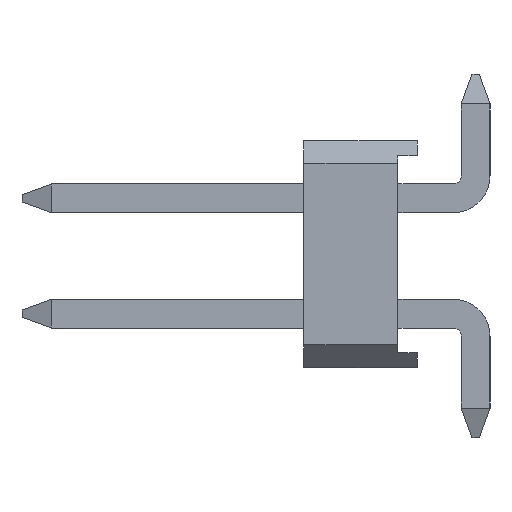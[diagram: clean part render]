
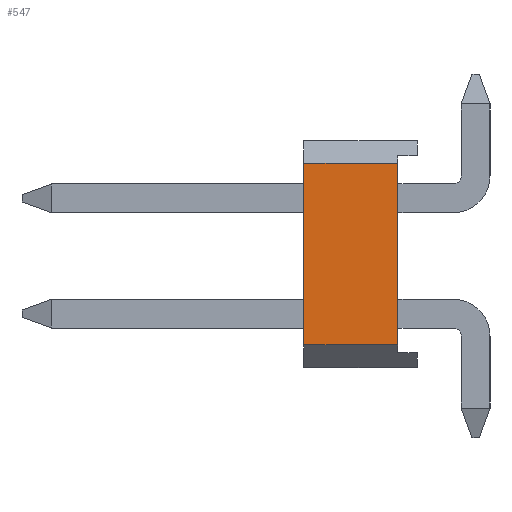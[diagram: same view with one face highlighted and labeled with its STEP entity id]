
A CAD part, left-side view. The second image highlights one B-rep face of the part: STEP entity #547.
In plain terms, the highlighted face is planar.
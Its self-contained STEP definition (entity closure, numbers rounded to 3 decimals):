
#34 = CARTESIAN_POINT ( 'NONE',  ( 3.73, 2.5, -2.54 ) ) ;
#84 = FACE_OUTER_BOUND ( 'NONE', #1713, .T. ) ;
#95 = CARTESIAN_POINT ( 'NONE',  ( 3.23, 0.43, -2.54 ) ) ;
#119 = CARTESIAN_POINT ( 'NONE',  ( 3.23, 2.5, -2.54 ) ) ;
#163 = PLANE ( 'NONE',  #658 ) ;
#185 = DIRECTION ( 'NONE',  ( 0., 0., 1. ) ) ;
#253 = VERTEX_POINT ( 'NONE', #1649 ) ;
#303 = VECTOR ( 'NONE', #709, 1000. ) ;
#308 = DIRECTION ( 'NONE',  ( 1., 0., 0. ) ) ;
#365 = VERTEX_POINT ( 'NONE', #95 ) ;
#492 = DIRECTION ( 'NONE',  ( 0., -1., 0. ) ) ;
#510 = CARTESIAN_POINT ( 'NONE',  ( -0.77, 2.5, -2.54 ) ) ;
#547 = ADVANCED_FACE ( 'NONE', ( #84 ), #163, .F. ) ;
#554 = CARTESIAN_POINT ( 'NONE',  ( -0.77, 0.43, -2.54 ) ) ;
#604 = VERTEX_POINT ( 'NONE', #703 ) ;
#615 = DIRECTION ( 'NONE',  ( 1., 0., 0. ) ) ;
#658 = AXIS2_PLACEMENT_3D ( 'NONE', #34, #185, #615 ) ;
#703 = CARTESIAN_POINT ( 'NONE',  ( 3.23, 2.5, -2.54 ) ) ;
#709 = DIRECTION ( 'NONE',  ( 0., 1., 0. ) ) ;
#784 = VECTOR ( 'NONE', #1696, 1000. ) ;
#854 = ORIENTED_EDGE ( 'NONE', *, *, #1300, .F. ) ;
#855 = ORIENTED_EDGE ( 'NONE', *, *, #1039, .F. ) ;
#916 = VERTEX_POINT ( 'NONE', #554 ) ;
#976 = CARTESIAN_POINT ( 'NONE',  ( 0., 2.5, -2.54 ) ) ;
#1039 = EDGE_CURVE ( 'NONE', #604, #253, #1617, .T. ) ;
#1085 = LINE ( 'NONE', #119, #303 ) ;
#1178 = LINE ( 'NONE', #1467, #1313 ) ;
#1296 = ORIENTED_EDGE ( 'NONE', *, *, #1610, .F. ) ;
#1300 = EDGE_CURVE ( 'NONE', #365, #604, #1085, .T. ) ;
#1313 = VECTOR ( 'NONE', #308, 1000. ) ;
#1377 = LINE ( 'NONE', #510, #1562 ) ;
#1467 = CARTESIAN_POINT ( 'NONE',  ( 3.73, 0.43, -2.54 ) ) ;
#1562 = VECTOR ( 'NONE', #492, 1000. ) ;
#1610 = EDGE_CURVE ( 'NONE', #916, #365, #1178, .T. ) ;
#1617 = LINE ( 'NONE', #976, #784 ) ;
#1649 = CARTESIAN_POINT ( 'NONE',  ( -0.77, 2.5, -2.54 ) ) ;
#1674 = ORIENTED_EDGE ( 'NONE', *, *, #1738, .F. ) ;
#1696 = DIRECTION ( 'NONE',  ( -1., 0., 0. ) ) ;
#1713 = EDGE_LOOP ( 'NONE', ( #1296, #1674, #855, #854 ) ) ;
#1738 = EDGE_CURVE ( 'NONE', #253, #916, #1377, .T. ) ;
